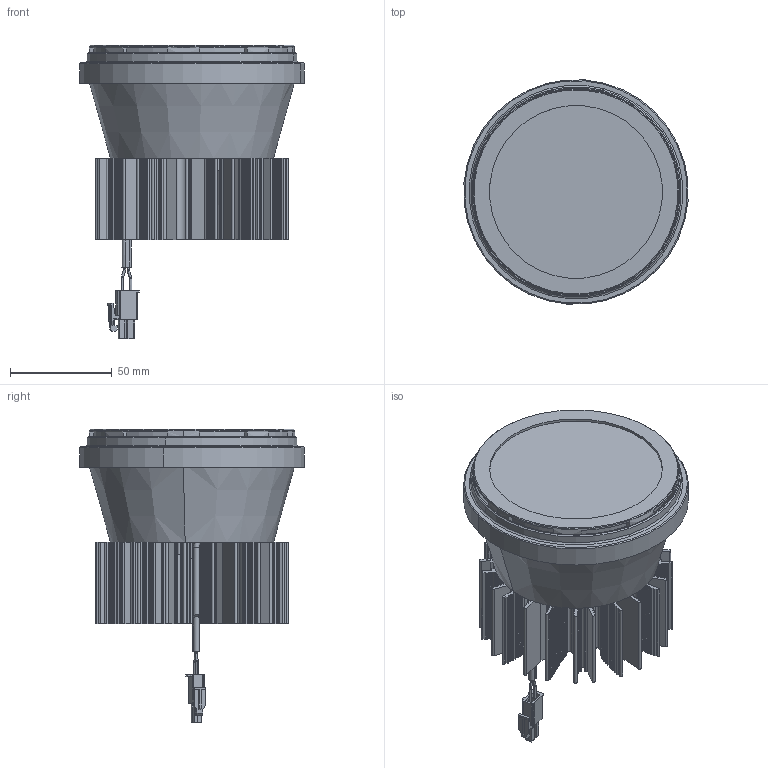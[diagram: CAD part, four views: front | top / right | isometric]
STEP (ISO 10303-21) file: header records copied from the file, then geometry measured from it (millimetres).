
FILE_DESCRIPTION(('Creo Elements/Direct Modeling STEP Export'),'2;1');
FILE_NAME('NEXT111_H96.stp','2018-03-05T13:41:30',(''),(''),'Creo Elements/Direct Modeling STEP processor for AP214 (Solid Model)','Creo Elements/Direct Modeling 19.0F 14-Feb-2017 (C) Parametric Technology GmbH','');
FILE_SCHEMA(('AUTOMOTIVE_DESIGN { 1 0 10303 214 1 1 1 1 }'));
Length unit declared in the file: millimetre
Products named in the file (11): dissipatore_D95; corpo; etichetta; CAVO.1; puntale.1.1; cop_maschio.1; puntale.1; g3; cavo_1; connettore; NEXT111_H96
Assembly tree (10 placements, depth 4):
  NEXT111_H96
    connettore
      cavo_1
      g3
        puntale.1
        cop_maschio.1
        puntale.1.1
      CAVO.1
    etichetta
    corpo
    dissipatore_D95
Bounding box: 110.11 x 110.11 x 144.29 mm (x, y, z)
Volume: 143712.2 mm3; surface area: 138250.5 mm2
Topology: 7 solids, 7 shells, 1974 faces, 5800 edges, 3836 vertices
Faces by surface type: plane 1458, cylinder 397, cone 50, torus 43, sphere 22, bspline 4
Entity records: 67147 total; most frequent: CARTESIAN_POINT 16053, ORIENTED_EDGE 11584, DIRECTION 9479, EDGE_CURVE 5792, VECTOR 4163, LINE 4163, VERTEX_POINT 3836, AXIS2_PLACEMENT_3D 2658
